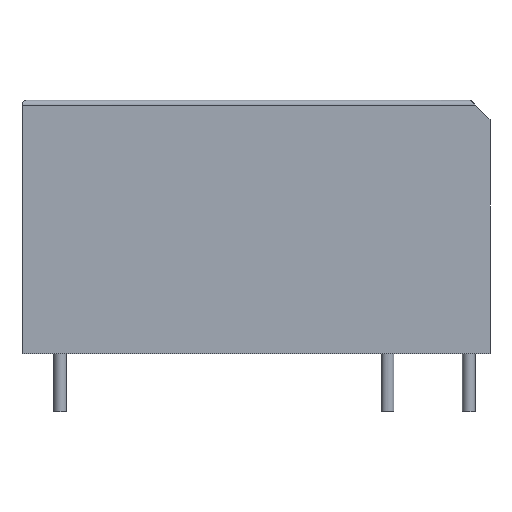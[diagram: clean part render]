
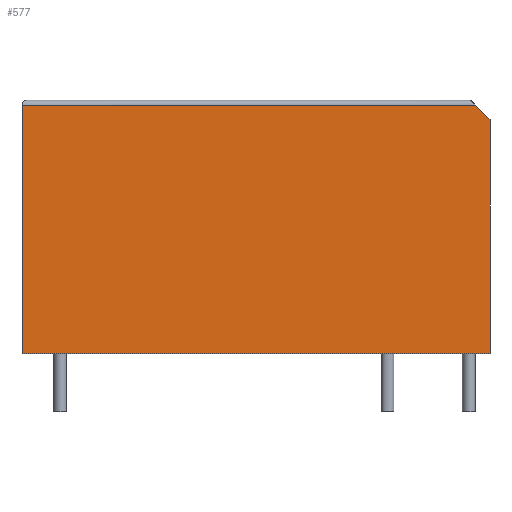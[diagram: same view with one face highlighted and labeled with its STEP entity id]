
A CAD part, front view. The second image highlights one B-rep face of the part: STEP entity #577.
In plain terms, the highlighted planar face has unit normal (0, -1, 0).
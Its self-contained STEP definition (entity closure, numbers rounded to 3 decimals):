
#52=PLANE('',#639);
#82=FACE_OUTER_BOUND('',#120,.T.);
#120=EDGE_LOOP('',(#421,#422,#423,#424,#425));
#168=LINE('',#869,#225);
#174=LINE('',#889,#231);
#175=LINE('',#891,#232);
#176=LINE('',#893,#233);
#177=LINE('',#894,#234);
#225=VECTOR('',#694,10.);
#231=VECTOR('',#714,10.);
#232=VECTOR('',#715,10.);
#233=VECTOR('',#716,10.);
#234=VECTOR('',#717,10.);
#282=VERTEX_POINT('',#867);
#283=VERTEX_POINT('',#868);
#290=VERTEX_POINT('',#888);
#291=VERTEX_POINT('',#890);
#292=VERTEX_POINT('',#892);
#332=EDGE_CURVE('',#282,#283,#168,.T.);
#342=EDGE_CURVE('',#290,#282,#174,.T.);
#343=EDGE_CURVE('',#291,#290,#175,.T.);
#344=EDGE_CURVE('',#291,#292,#176,.T.);
#345=EDGE_CURVE('',#283,#292,#177,.T.);
#421=ORIENTED_EDGE('',*,*,#332,.F.);
#422=ORIENTED_EDGE('',*,*,#342,.F.);
#423=ORIENTED_EDGE('',*,*,#343,.F.);
#424=ORIENTED_EDGE('',*,*,#344,.T.);
#425=ORIENTED_EDGE('',*,*,#345,.F.);
#577=ADVANCED_FACE('',(#82),#52,.T.);
#639=AXIS2_PLACEMENT_3D('',#887,#712,#713);
#694=DIRECTION('',(1.,0.,0.));
#712=DIRECTION('center_axis',(0.,-1.,0.));
#713=DIRECTION('ref_axis',(1.,0.,0.));
#714=DIRECTION('',(0.,0.,1.));
#715=DIRECTION('',(-1.,0.,0.));
#716=DIRECTION('',(0.,0.,1.));
#717=DIRECTION('',(0.707,0.,-0.707));
#867=CARTESIAN_POINT('',(-2.35,-6.35,15.4));
#868=CARTESIAN_POINT('',(25.75,-6.35,15.4));
#869=CARTESIAN_POINT('',(4.9,-6.35,15.4));
#887=CARTESIAN_POINT('Origin',(-2.35,-6.35,0.));
#888=CARTESIAN_POINT('',(-2.35,-6.35,0.));
#889=CARTESIAN_POINT('',(-2.35,-6.35,0.));
#890=CARTESIAN_POINT('',(26.65,-6.35,0.));
#891=CARTESIAN_POINT('',(26.65,-6.35,0.));
#892=CARTESIAN_POINT('',(26.65,-6.35,14.5));
#893=CARTESIAN_POINT('',(26.65,-6.35,0.));
#894=CARTESIAN_POINT('',(22.725,-6.35,18.425));
